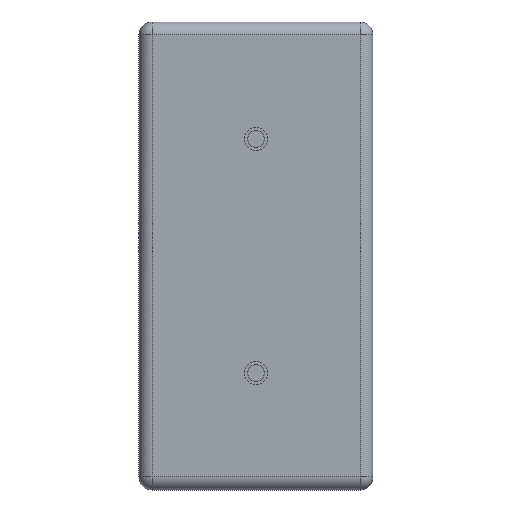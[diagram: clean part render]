
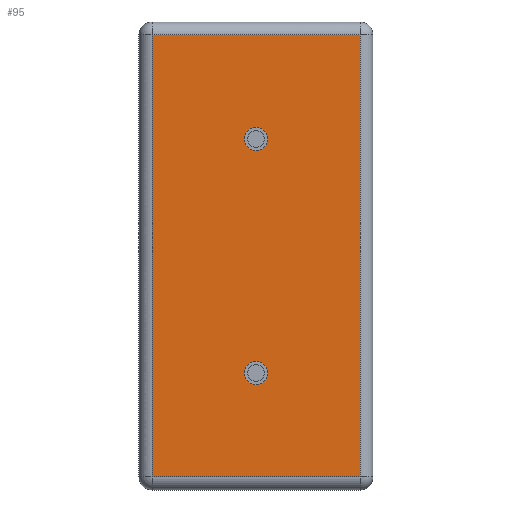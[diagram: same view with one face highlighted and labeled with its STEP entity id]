
A CAD part, front view. The second image highlights one B-rep face of the part: STEP entity #95.
In plain terms, the highlighted planar face has unit normal (0, -1, 0).
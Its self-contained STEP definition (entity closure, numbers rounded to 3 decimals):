
#95=ADVANCED_FACE('',(#195,#196,#197),#198,.T.);
#195=FACE_BOUND('',#297,.T.);
#196=FACE_BOUND('',#298,.T.);
#197=FACE_OUTER_BOUND('',#299,.T.);
#198=PLANE('',#300);
#297=EDGE_LOOP('',(#483,#484));
#298=EDGE_LOOP('',(#485,#486));
#299=EDGE_LOOP('',(#487,#488,#489,#490));
#300=AXIS2_PLACEMENT_3D('',#491,#492,#493);
#483=ORIENTED_EDGE('',*,*,#578,.T.);
#484=ORIENTED_EDGE('',*,*,#601,.T.);
#485=ORIENTED_EDGE('',*,*,#573,.T.);
#486=ORIENTED_EDGE('',*,*,#605,.T.);
#487=ORIENTED_EDGE('',*,*,#633,.T.);
#488=ORIENTED_EDGE('',*,*,#627,.T.);
#489=ORIENTED_EDGE('',*,*,#625,.T.);
#490=ORIENTED_EDGE('',*,*,#631,.T.);
#491=CARTESIAN_POINT('',(22.5,-3.0,45.0));
#492=DIRECTION('',(0.0,-1.0,0.0));
#493=DIRECTION('',(1.0,0.0,0.0));
#573=EDGE_CURVE('',#666,#663,#667,.T.);
#578=EDGE_CURVE('',#675,#672,#676,.T.);
#601=EDGE_CURVE('',#672,#675,#708,.T.);
#605=EDGE_CURVE('',#663,#666,#712,.T.);
#625=EDGE_CURVE('',#715,#730,#744,.T.);
#627=EDGE_CURVE('',#722,#715,#746,.T.);
#631=EDGE_CURVE('',#730,#737,#750,.T.);
#633=EDGE_CURVE('',#737,#722,#752,.T.);
#663=VERTEX_POINT('',#790);
#666=VERTEX_POINT('',#794);
#667=CIRCLE('',#795,2.25);
#672=VERTEX_POINT('',#801);
#675=VERTEX_POINT('',#805);
#676=CIRCLE('',#806,2.25);
#708=CIRCLE('',#843,2.25);
#712=CIRCLE('',#847,2.25);
#715=VERTEX_POINT('',#850);
#722=VERTEX_POINT('',#857);
#730=VERTEX_POINT('',#865);
#737=VERTEX_POINT('',#872);
#744=LINE('',#880,#881);
#746=LINE('',#883,#884);
#750=LINE('',#890,#891);
#752=LINE('',#893,#894);
#790=CARTESIAN_POINT('',(24.75,-3.0,22.5));
#794=CARTESIAN_POINT('',(20.25,-3.0,22.5));
#795=AXIS2_PLACEMENT_3D('',#945,#946,#947);
#801=CARTESIAN_POINT('',(24.75,-3.0,67.5));
#805=CARTESIAN_POINT('',(20.25,-3.0,67.5));
#806=AXIS2_PLACEMENT_3D('',#953,#954,#955);
#843=AXIS2_PLACEMENT_3D('',#991,#992,#993);
#847=AXIS2_PLACEMENT_3D('',#997,#998,#999);
#850=CARTESIAN_POINT('',(42.5,-3.0,87.5));
#857=CARTESIAN_POINT('',(42.5,-3.0,2.5));
#865=CARTESIAN_POINT('',(2.5,-3.0,87.5));
#872=CARTESIAN_POINT('',(2.5,-3.0,2.5));
#880=CARTESIAN_POINT('',(11.25,-3.0,87.5));
#881=VECTOR('',#1037,1.0);
#883=CARTESIAN_POINT('',(42.5,-3.0,22.5));
#884=VECTOR('',#1038,1.0);
#890=CARTESIAN_POINT('',(2.5,-3.0,67.5));
#891=VECTOR('',#1041,1.0);
#893=CARTESIAN_POINT('',(33.75,-3.0,2.5));
#894=VECTOR('',#1042,1.0);
#945=CARTESIAN_POINT('',(22.5,-3.0,22.5));
#946=DIRECTION('',(-0.0,1.0,0.0));
#947=DIRECTION('',(1.0,0.0,0.0));
#953=CARTESIAN_POINT('',(22.5,-3.0,67.5));
#954=DIRECTION('',(-0.0,1.0,0.0));
#955=DIRECTION('',(1.0,0.0,0.0));
#991=CARTESIAN_POINT('',(22.5,-3.0,67.5));
#992=DIRECTION('',(-0.0,1.0,0.0));
#993=DIRECTION('',(1.0,0.0,0.0));
#997=CARTESIAN_POINT('',(22.5,-3.0,22.5));
#998=DIRECTION('',(-0.0,1.0,0.0));
#999=DIRECTION('',(1.0,0.0,0.0));
#1037=DIRECTION('',(-1.0,-0.0,-0.0));
#1038=DIRECTION('',(0.0,0.0,1.0));
#1041=DIRECTION('',(0.0,0.0,-1.0));
#1042=DIRECTION('',(1.0,0.0,-0.0));
